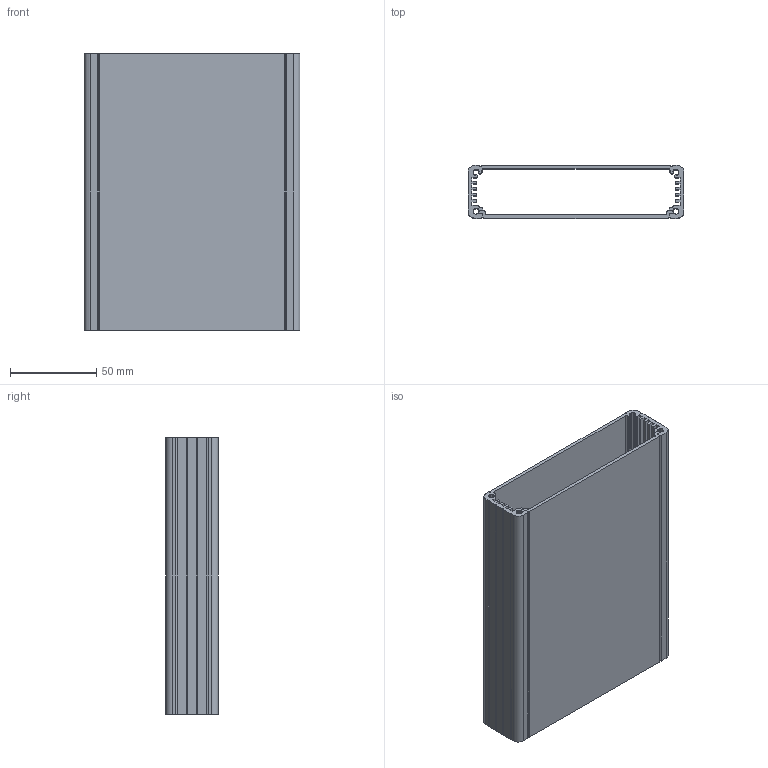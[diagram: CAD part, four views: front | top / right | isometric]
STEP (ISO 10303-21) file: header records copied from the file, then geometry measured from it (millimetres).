
FILE_DESCRIPTION((''),'2;1');
FILE_NAME('P Extrusion 160mm.stp','2005-02-21T09:11:30',('avernon'),(''),'Autodesk Inventor 9','Autodesk Inventor 9','');
FILE_SCHEMA(('AUTOMOTIVE_DESIGN { 1 0 10303 214 1 1 1 1 }'));
Length unit declared in the file: millimetre
Products named in the file (1): P Extrusion
Bounding box: 125 x 30.5 x 160 mm (x, y, z)
Volume: 113589.7 mm3; surface area: 113488.9 mm2
Topology: 2 solids, 2 shells, 200 faces, 588 edges, 392 vertices
Faces by surface type: cylinder 106, plane 94
Entity records: 6746 total; most frequent: DIRECTION 1202, CARTESIAN_POINT 1181, ORIENTED_EDGE 1176, EDGE_CURVE 588, AXIS2_PLACEMENT_3D 413, VERTEX_POINT 392, VECTOR 376, LINE 376
